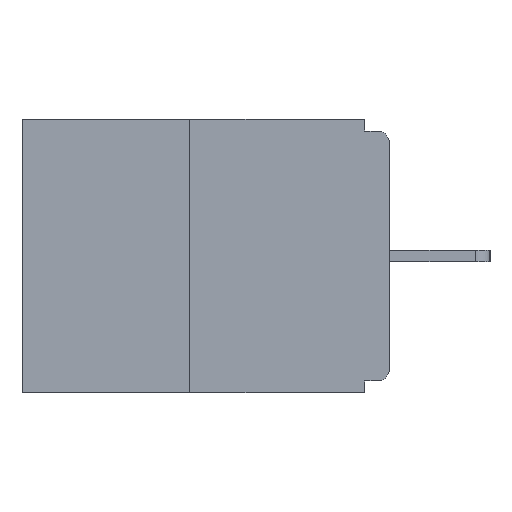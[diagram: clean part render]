
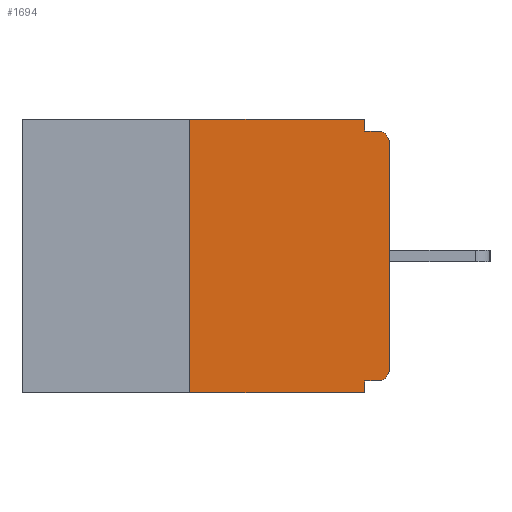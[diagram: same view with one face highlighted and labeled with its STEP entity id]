
A CAD part, left-side view. The second image highlights one B-rep face of the part: STEP entity #1694.
In plain terms, the highlighted planar face has unit normal (-1, 0, 0).
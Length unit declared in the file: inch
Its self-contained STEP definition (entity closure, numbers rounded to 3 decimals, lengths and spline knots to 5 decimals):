
#33 = CARTESIAN_POINT ( 'NONE',  ( 0., 0.25, 0. ) ) ;
#36 = CARTESIAN_POINT ( 'NONE',  ( 0., 0.031, 0. ) ) ;
#70 = DIRECTION ( 'NONE',  ( 0., -1., 0. ) ) ;
#83 = DIRECTION ( 'NONE',  ( 0., 0., -1. ) ) ;
#298 = EDGE_CURVE ( 'NONE', #993, #5823, #3632, .T. ) ;
#629 = EDGE_CURVE ( 'NONE', #7027, #2584, #10914, .T. ) ;
#820 = CIRCLE ( 'NONE', #8717, 0.015 ) ;
#928 = CARTESIAN_POINT ( 'NONE',  ( 0., 0., -0.313 ) ) ;
#993 = VERTEX_POINT ( 'NONE', #7855 ) ;
#1207 = CARTESIAN_POINT ( 'NONE',  ( 0., 0., 0. ) ) ;
#1694 = ADVANCED_FACE ( 'NONE', ( #6678 ), #3801, .F. ) ;
#1720 = DIRECTION ( 'NONE',  ( 0., 0., 1. ) ) ;
#2001 = CARTESIAN_POINT ( 'NONE',  ( 0., 0.46, 0. ) ) ;
#2087 = EDGE_CURVE ( 'NONE', #993, #4704, #7475, .T. ) ;
#2584 = VERTEX_POINT ( 'NONE', #8526 ) ;
#2706 = VECTOR ( 'NONE', #1720, 39.37008 ) ;
#2764 = DIRECTION ( 'NONE',  ( 0., 0., -1. ) ) ;
#2954 = VECTOR ( 'NONE', #4294, 39.37008 ) ;
#3102 = ORIENTED_EDGE ( 'NONE', *, *, #298, .F. ) ;
#3171 = LINE ( 'NONE', #11636, #10459 ) ;
#3209 = EDGE_LOOP ( 'NONE', ( #9772, #3102, #10531, #9941, #10629, #5033, #10523, #9988, #6455, #8993 ) ) ;
#3387 = VERTEX_POINT ( 'NONE', #9085 ) ;
#3442 = CARTESIAN_POINT ( 'NONE',  ( 0., 0.031, 0. ) ) ;
#3632 = LINE ( 'NONE', #9248, #2706 ) ;
#3657 = CARTESIAN_POINT ( 'NONE',  ( 0., 0.031, -0.343 ) ) ;
#3796 = CARTESIAN_POINT ( 'NONE',  ( 0., 0.015, -0.313 ) ) ;
#3801 = PLANE ( 'NONE',  #5353 ) ;
#3990 = LINE ( 'NONE', #1207, #8113 ) ;
#4294 = DIRECTION ( 'NONE',  ( 0., -1., 0. ) ) ;
#4348 = EDGE_CURVE ( 'NONE', #3387, #12155, #5722, .T. ) ;
#4704 = VERTEX_POINT ( 'NONE', #9105 ) ;
#4780 = EDGE_CURVE ( 'NONE', #5823, #7027, #5287, .T. ) ;
#5033 = ORIENTED_EDGE ( 'NONE', *, *, #6114, .T. ) ;
#5196 = DIRECTION ( 'NONE',  ( 0., -1., 0. ) ) ;
#5287 = LINE ( 'NONE', #9037, #2954 ) ;
#5353 = AXIS2_PLACEMENT_3D ( 'NONE', #2001, #5529, #83 ) ;
#5376 = CARTESIAN_POINT ( 'NONE',  ( 0., 0., -0.015 ) ) ;
#5409 = VECTOR ( 'NONE', #5196, 39.37008 ) ;
#5529 = DIRECTION ( 'NONE',  ( 1., 0., 0. ) ) ;
#5568 = VERTEX_POINT ( 'NONE', #6100 ) ;
#5722 = CIRCLE ( 'NONE', #6694, 0.015 ) ;
#5823 = VERTEX_POINT ( 'NONE', #33 ) ;
#5910 = EDGE_CURVE ( 'NONE', #11930, #3387, #3990, .T. ) ;
#6100 = CARTESIAN_POINT ( 'NONE',  ( 0., 0.015, -0.328 ) ) ;
#6114 = EDGE_CURVE ( 'NONE', #5568, #11930, #820, .T. ) ;
#6455 = ORIENTED_EDGE ( 'NONE', *, *, #8028, .F. ) ;
#6572 = DIRECTION ( 'NONE',  ( -1., 0., 0. ) ) ;
#6678 = FACE_OUTER_BOUND ( 'NONE', #3209, .T. ) ;
#6694 = AXIS2_PLACEMENT_3D ( 'NONE', #8327, #9314, #2764 ) ;
#7027 = VERTEX_POINT ( 'NONE', #36 ) ;
#7318 = DIRECTION ( 'NONE',  ( 0., 0., -1. ) ) ;
#7322 = CARTESIAN_POINT ( 'NONE',  ( 0., 0.015, -0.015 ) ) ;
#7429 = DIRECTION ( 'NONE',  ( 0., 0., -1. ) ) ;
#7475 = LINE ( 'NONE', #9280, #12098 ) ;
#7855 = CARTESIAN_POINT ( 'NONE',  ( 0., 0.25, -0.343 ) ) ;
#8028 = EDGE_CURVE ( 'NONE', #2584, #12155, #8950, .T. ) ;
#8113 = VECTOR ( 'NONE', #10605, 39.37008 ) ;
#8133 = VERTEX_POINT ( 'NONE', #9954 ) ;
#8327 = CARTESIAN_POINT ( 'NONE',  ( 0., 0.015, -0.03 ) ) ;
#8486 = VECTOR ( 'NONE', #12181, 39.37008 ) ;
#8526 = CARTESIAN_POINT ( 'NONE',  ( 0., 0.031, -0.015 ) ) ;
#8609 = DIRECTION ( 'NONE',  ( 0., 1., 0. ) ) ;
#8717 = AXIS2_PLACEMENT_3D ( 'NONE', #3796, #6572, #7429 ) ;
#8950 = LINE ( 'NONE', #5376, #5409 ) ;
#8993 = ORIENTED_EDGE ( 'NONE', *, *, #629, .F. ) ;
#9037 = CARTESIAN_POINT ( 'NONE',  ( 0., 0.46, 0. ) ) ;
#9085 = CARTESIAN_POINT ( 'NONE',  ( 0., 0., -0.03 ) ) ;
#9105 = CARTESIAN_POINT ( 'NONE',  ( 0., 0.031, -0.343 ) ) ;
#9248 = CARTESIAN_POINT ( 'NONE',  ( 0., 0.25, 0. ) ) ;
#9276 = LINE ( 'NONE', #3657, #8486 ) ;
#9280 = CARTESIAN_POINT ( 'NONE',  ( 0., 0.46, -0.343 ) ) ;
#9314 = DIRECTION ( 'NONE',  ( -1., 0., 0. ) ) ;
#9620 = VECTOR ( 'NONE', #7318, 39.37008 ) ;
#9772 = ORIENTED_EDGE ( 'NONE', *, *, #4780, .F. ) ;
#9941 = ORIENTED_EDGE ( 'NONE', *, *, #11909, .F. ) ;
#9954 = CARTESIAN_POINT ( 'NONE',  ( 0., 0.031, -0.328 ) ) ;
#9988 = ORIENTED_EDGE ( 'NONE', *, *, #4348, .T. ) ;
#10459 = VECTOR ( 'NONE', #8609, 39.37008 ) ;
#10523 = ORIENTED_EDGE ( 'NONE', *, *, #5910, .T. ) ;
#10531 = ORIENTED_EDGE ( 'NONE', *, *, #2087, .T. ) ;
#10605 = DIRECTION ( 'NONE',  ( 0., 0., 1. ) ) ;
#10629 = ORIENTED_EDGE ( 'NONE', *, *, #11644, .F. ) ;
#10914 = LINE ( 'NONE', #3442, #9620 ) ;
#11636 = CARTESIAN_POINT ( 'NONE',  ( 0., 0., -0.328 ) ) ;
#11644 = EDGE_CURVE ( 'NONE', #5568, #8133, #3171, .T. ) ;
#11909 = EDGE_CURVE ( 'NONE', #8133, #4704, #9276, .T. ) ;
#11930 = VERTEX_POINT ( 'NONE', #928 ) ;
#12098 = VECTOR ( 'NONE', #70, 39.37008 ) ;
#12155 = VERTEX_POINT ( 'NONE', #7322 ) ;
#12181 = DIRECTION ( 'NONE',  ( 0., 0., -1. ) ) ;
